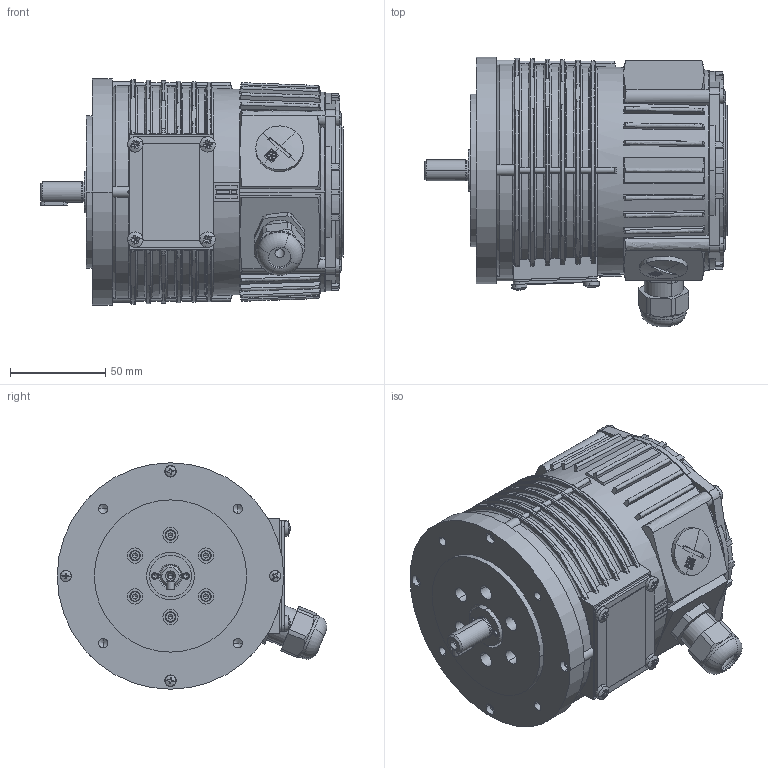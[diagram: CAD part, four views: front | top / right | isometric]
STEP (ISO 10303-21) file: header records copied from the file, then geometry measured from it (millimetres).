
FILE_DESCRIPTION((''),'2;1');
FILE_NAME('MSS-2 BASIC.stp','2013-09-03T09:22:09',('arodrigo'),(''),'Autodesk Inventor 9','Autodesk Inventor 9','');
FILE_SCHEMA(('AUTOMOTIVE_DESIGN { 1 0 10303 214 1 1 1 1 }'));
Length unit declared in the file: millimetre
Products named in the file (1): Pieza3
Bounding box: 159.1 x 141.59 x 119 mm (x, y, z)
Volume: 1159707.5 mm3; surface area: 121927.4 mm2
Topology: 15 solids, 15 shells, 1488 faces, 4005 edges, 2602 vertices
Faces by surface type: plane 624, cylinder 328, bspline 234, cone 172, torus 106, sphere 24
Entity records: 53169 total; most frequent: CARTESIAN_POINT 16981, ORIENTED_EDGE 7958, DIRECTION 7280, EDGE_CURVE 3979, AXIS2_PLACEMENT_3D 2771, VERTEX_POINT 2602, VECTOR 1738, LINE 1738
